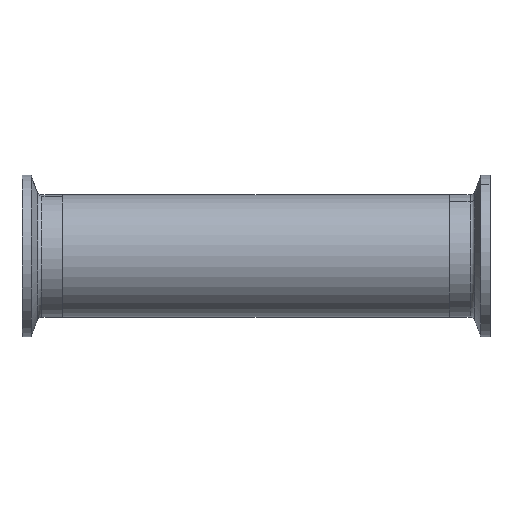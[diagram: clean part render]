
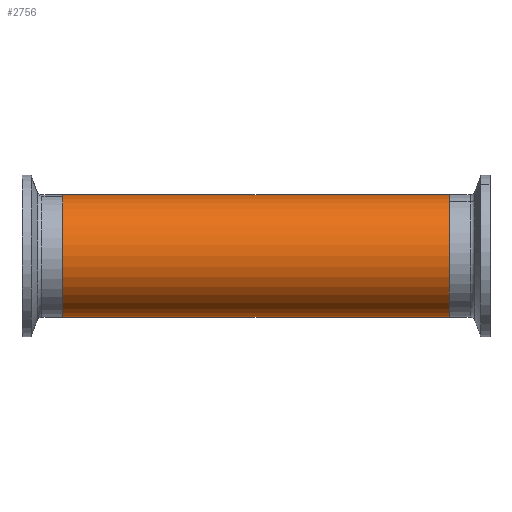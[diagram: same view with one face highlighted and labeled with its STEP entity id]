
A CAD part, front view. The second image highlights one B-rep face of the part: STEP entity #2756.
In plain terms, the highlighted cylindrical face has radius 19.05 mm (diameter 38.1 mm), a partial arc.
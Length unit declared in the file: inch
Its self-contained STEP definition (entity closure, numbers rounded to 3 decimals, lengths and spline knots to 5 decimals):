
#143 = CYLINDRICAL_SURFACE ( 'NONE', #1735, 0.75 ) ;
#484 = CARTESIAN_POINT ( 'NONE',  ( -2.37402, 0., -0.75 ) ) ;
#499 = CARTESIAN_POINT ( 'NONE',  ( 2.37402, 0., -0.75 ) ) ;
#655 = CARTESIAN_POINT ( 'NONE',  ( 2.37402, 0., -0.75 ) ) ;
#678 = CARTESIAN_POINT ( 'NONE',  ( 2.37402, 0., 0. ) ) ;
#759 = LINE ( 'NONE', #655, #1552 ) ;
#827 = EDGE_CURVE ( 'NONE', #1948, #1010, #1698, .T. ) ;
#899 = DIRECTION ( 'NONE',  ( -1., 0., 0. ) ) ;
#945 = ORIENTED_EDGE ( 'NONE', *, *, #2772, .F. ) ;
#983 = VERTEX_POINT ( 'NONE', #1827 ) ;
#1010 = VERTEX_POINT ( 'NONE', #499 ) ;
#1023 = CARTESIAN_POINT ( 'NONE',  ( 2.37402, 0., 0.75 ) ) ;
#1078 = DIRECTION ( 'NONE',  ( 0., 0., -1. ) ) ;
#1082 = AXIS2_PLACEMENT_3D ( 'NONE', #1523, #1542, #1078 ) ;
#1188 = VECTOR ( 'NONE', #2430, 39.37008 ) ;
#1315 = FACE_OUTER_BOUND ( 'NONE', #2909, .T. ) ;
#1396 = EDGE_CURVE ( 'NONE', #1948, #983, #2727, .T. ) ;
#1490 = ORIENTED_EDGE ( 'NONE', *, *, #1396, .T. ) ;
#1523 = CARTESIAN_POINT ( 'NONE',  ( -2.37402, 0., 0. ) ) ;
#1542 = DIRECTION ( 'NONE',  ( 1., 0., 0. ) ) ;
#1552 = VECTOR ( 'NONE', #899, 39.37008 ) ;
#1698 = CIRCLE ( 'NONE', #1815, 0.75 ) ;
#1735 = AXIS2_PLACEMENT_3D ( 'NONE', #678, #1993, #1977 ) ;
#1772 = VERTEX_POINT ( 'NONE', #484 ) ;
#1799 = DIRECTION ( 'NONE',  ( 1., 0., 0. ) ) ;
#1815 = AXIS2_PLACEMENT_3D ( 'NONE', #2025, #1799, #2908 ) ;
#1827 = CARTESIAN_POINT ( 'NONE',  ( -2.37402, 0., 0.75 ) ) ;
#1948 = VERTEX_POINT ( 'NONE', #1023 ) ;
#1977 = DIRECTION ( 'NONE',  ( 0., 0., 1. ) ) ;
#1993 = DIRECTION ( 'NONE',  ( -1., 0., 0. ) ) ;
#2025 = CARTESIAN_POINT ( 'NONE',  ( 2.37402, 0., 0. ) ) ;
#2159 = ORIENTED_EDGE ( 'NONE', *, *, #2690, .T. ) ;
#2316 = CIRCLE ( 'NONE', #1082, 0.75 ) ;
#2430 = DIRECTION ( 'NONE',  ( -1., 0., 0. ) ) ;
#2444 = CARTESIAN_POINT ( 'NONE',  ( 2.37402, 0., 0.75 ) ) ;
#2554 = ORIENTED_EDGE ( 'NONE', *, *, #827, .F. ) ;
#2690 = EDGE_CURVE ( 'NONE', #983, #1772, #2316, .T. ) ;
#2727 = LINE ( 'NONE', #2444, #1188 ) ;
#2756 = ADVANCED_FACE ( 'NONE', ( #1315 ), #143, .T. ) ;
#2772 = EDGE_CURVE ( 'NONE', #1010, #1772, #759, .T. ) ;
#2908 = DIRECTION ( 'NONE',  ( 0., 0., -1. ) ) ;
#2909 = EDGE_LOOP ( 'NONE', ( #945, #2554, #1490, #2159 ) ) ;
